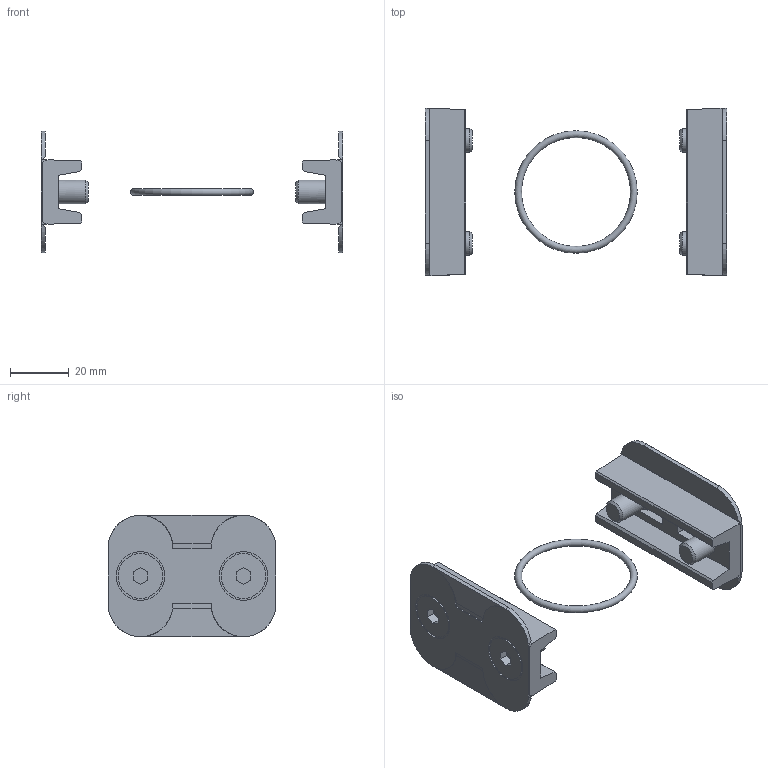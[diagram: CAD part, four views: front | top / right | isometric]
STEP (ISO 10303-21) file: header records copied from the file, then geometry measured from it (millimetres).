
FILE_DESCRIPTION(/* description */ ('STEP AP214'),/* implementation_level */ '2;1');
FILE_NAME(/* name */ '009537',/* time_stamp */ '2023-03-24T11:39:21+01:00',/* author */ ('License CC BY-ND 4.0'),/* organization */ ('CADENAS'),/* preprocessor_version */ 'ST-DEVELOPER v19.3',/* originating_system */ 'PARTsolutions',/* authorisation */ ' ');
FILE_SCHEMA (('AUTOMOTIVE_DESIGN {1 0 10303 214 3 1 1}'));
Length unit declared in the file: millimetre
Products named in the file (3): 009537; KP 55-2; KP 55-1
Assembly tree (3 placements, depth 2):
  009537
    KP 55-2  x2
    KP 55-1
Bounding box: 102.5 x 56.89 x 41.2 mm (x, y, z)
Volume: 26389.3 mm3; surface area: 17291.7 mm2
Topology: 3 solids, 3 shells, 177 faces, 458 edges, 301 vertices
Faces by surface type: plane 128, cylinder 40, cone 8, torus 1
Full cylindrical faces by diameter (mm): 8 x4, 15.24 x4, 16.5 x4
Entity records: 2739 total; most frequent: CARTESIAN_POINT 476, DIRECTION 468, ORIENTED_EDGE 436, EDGE_CURVE 218, AXIS2_PLACEMENT_3D 161, VERTEX_POINT 149, LINE 146, VECTOR 146
